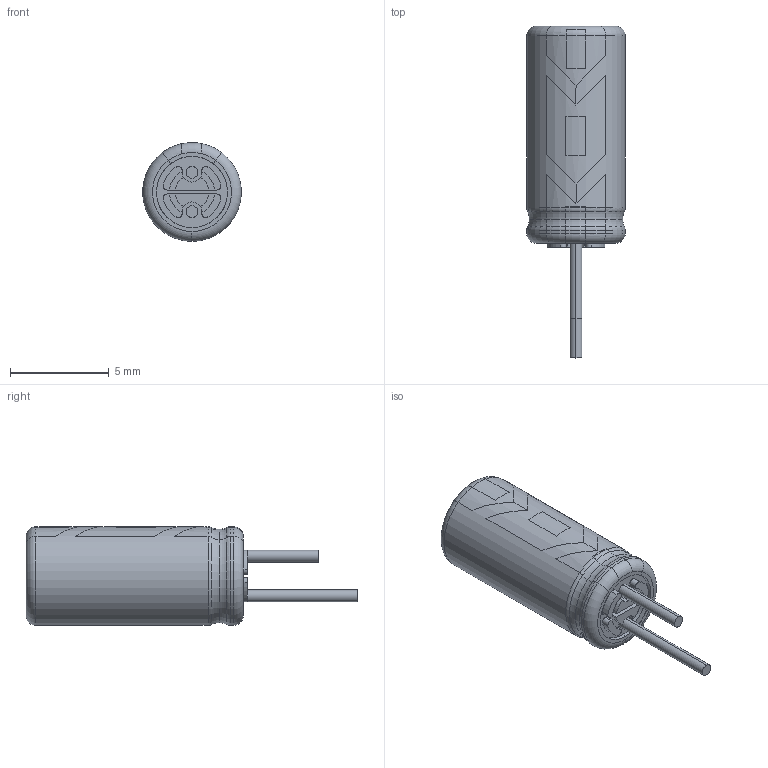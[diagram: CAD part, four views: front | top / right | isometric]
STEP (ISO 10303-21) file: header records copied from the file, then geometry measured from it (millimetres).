
FILE_DESCRIPTION (( 'STEP AP214' ), '1' );
FILE_NAME ('CAP PR2.0x5x11mm.STEP', '2013-11-20T14:22:10', ( '' ), ( '' ), 'SwSTEP 2.0', 'SolidWorks 2012', '' );
FILE_SCHEMA (( 'AUTOMOTIVE_DESIGN' ));
Length unit declared in the file: millimetre
Products named in the file (1): CAP PR2.0x5x11mm
Bounding box: 4.99 x 16.8 x 5 mm (x, y, z)
Volume: 215.2 mm3; surface area: 235.4 mm2
Topology: 1 solids, 1 shells, 114 faces, 292 edges, 185 vertices
Faces by surface type: cylinder 49, plane 36, torus 29
Entity records: 4768 total; most frequent: CARTESIAN_POINT 716, DIRECTION 636, ORIENTED_EDGE 584, EDGE_CURVE 292, AXIS2_PLACEMENT_3D 257, VERTEX_POINT 185, CIRCLE 142, LINE 122
